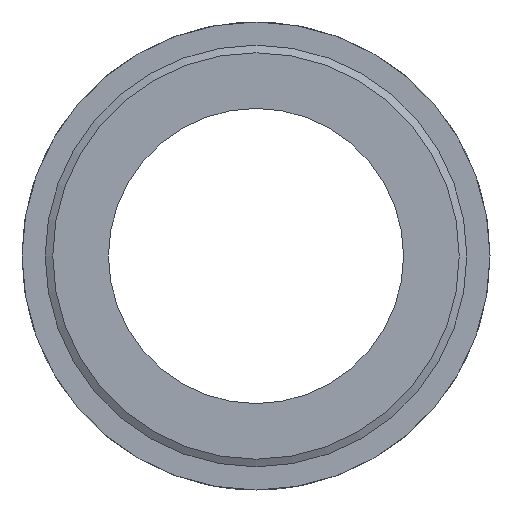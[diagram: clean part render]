
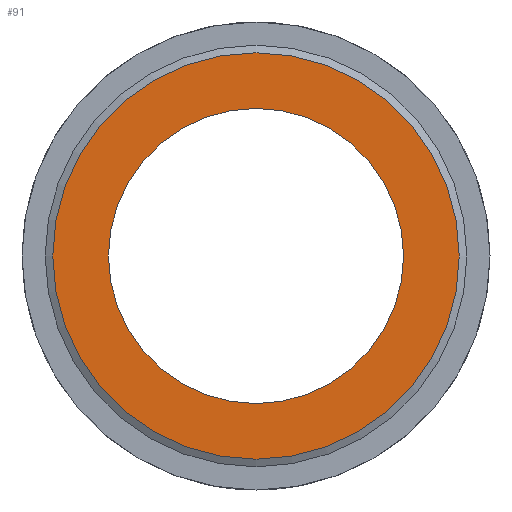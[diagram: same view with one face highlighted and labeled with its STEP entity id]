
A CAD part, left-side view. The second image highlights one B-rep face of the part: STEP entity #91.
In plain terms, the highlighted planar face has unit normal (-1, 0, 0).
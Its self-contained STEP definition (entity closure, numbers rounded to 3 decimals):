
#91 = ADVANCED_FACE( '', ( #189, #190 ), #191, .F. );
#189 = FACE_OUTER_BOUND( '', #336, .T. );
#190 = FACE_BOUND( '', #337, .T. );
#191 = PLANE( '', #338 );
#336 = EDGE_LOOP( '', ( #617 ) );
#337 = EDGE_LOOP( '', ( #618 ) );
#338 = AXIS2_PLACEMENT_3D( '', #619, #620, #621 );
#617 = ORIENTED_EDGE( '', *, *, #1022, .F. );
#618 = ORIENTED_EDGE( '', *, *, #1023, .F. );
#619 = CARTESIAN_POINT( '', ( -31., 0., 0. ) );
#620 = DIRECTION( '', ( 1., 0., 0. ) );
#621 = DIRECTION( '', ( 0., 0., -1. ) );
#1022 = EDGE_CURVE( '', #1270, #1270, #1271, .T. );
#1023 = EDGE_CURVE( '', #1272, #1272, #1273, .T. );
#1270 = VERTEX_POINT( '', #1546 );
#1271 = CIRCLE( '', #1547, 24.1 );
#1272 = VERTEX_POINT( '', #1548 );
#1273 = CIRCLE( '', #1549, 17.5 );
#1546 = CARTESIAN_POINT( '', ( -31., 0., -24.1 ) );
#1547 = AXIS2_PLACEMENT_3D( '', #1906, #1907, #1908 );
#1548 = CARTESIAN_POINT( '', ( -31., 17.5, 0. ) );
#1549 = AXIS2_PLACEMENT_3D( '', #1909, #1910, #1911 );
#1906 = CARTESIAN_POINT( '', ( -31., 0., 0. ) );
#1907 = DIRECTION( '', ( 1., 0., 0. ) );
#1908 = DIRECTION( '', ( 0., 0., -1. ) );
#1909 = CARTESIAN_POINT( '', ( -31., 0., 0. ) );
#1910 = DIRECTION( '', ( -1., 0., 0. ) );
#1911 = DIRECTION( '', ( 0., 1., 0. ) );
